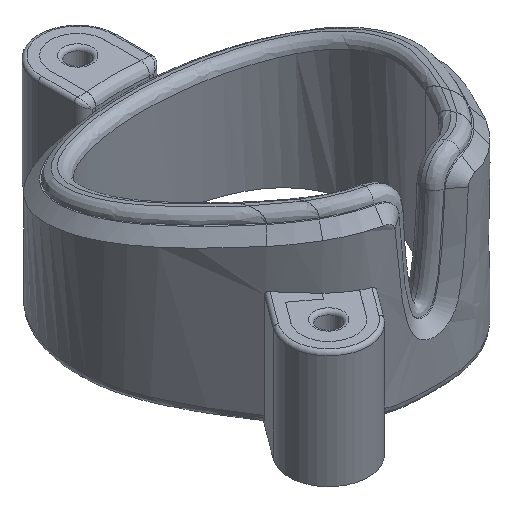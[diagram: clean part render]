
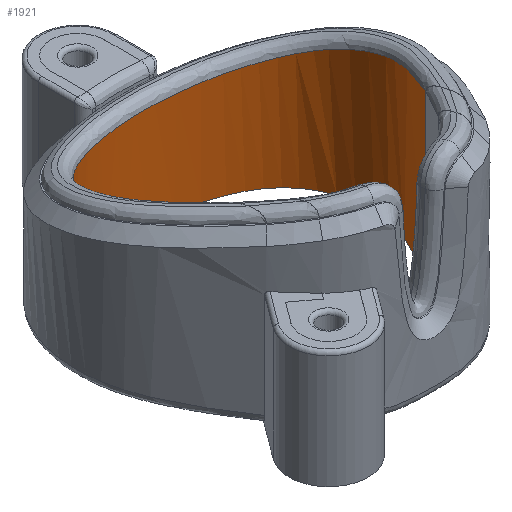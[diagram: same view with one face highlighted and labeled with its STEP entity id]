
A CAD part, isometric view. The second image highlights one B-rep face of the part: STEP entity #1921.
In plain terms, the highlighted free-form (B-spline) face has degree [3, 1] with [19, 2] control points.
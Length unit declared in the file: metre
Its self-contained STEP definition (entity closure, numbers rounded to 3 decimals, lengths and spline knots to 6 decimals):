
#187=B_SPLINE_CURVE_WITH_KNOTS('',3,(#3520,#3521,#3522,#3523,#3524,#3525,
#3526,#3527,#3528,#3529,#3530,#3531,#3532,#3533,#3534,#3535,#3536,#3537,
#3538,#3539,#3540,#3541,#3542,#3543),.UNSPECIFIED.,.F.,.F.,(4,1,1,1,1,1,
1,1,1,1,1,1,1,1,1,1,1,1,1,1,1,4),(0.,0.003904,0.007808,
0.009759,0.011711,0.015615,0.017567,
0.019519,0.021471,0.023423,0.027326,
0.03123,0.035134,0.039038,0.042942,
0.044893,0.046845,0.050749,0.052701,
0.054653,0.058557,0.06246),.UNSPECIFIED.);
#188=B_SPLINE_CURVE_WITH_KNOTS('',3,(#3547,#3548,#3549,#3550,#3551,#3552,
#3553,#3554,#3555,#3556,#3557,#3558,#3559),.UNSPECIFIED.,.T.,.F.,(1,3,1,
1,1,1,1,1,1,1,1,3,1),(-0.119499,0.,0.119499,0.21531,
0.31112,0.420568,0.5,0.579432,0.68888,
0.78469,0.880501,1.,1.119499),.UNSPECIFIED.);
#432=ORIENTED_EDGE('',*,*,#968,.F.);
#433=ORIENTED_EDGE('',*,*,#969,.T.);
#434=ORIENTED_EDGE('',*,*,#970,.T.);
#435=ORIENTED_EDGE('',*,*,#971,.F.);
#968=EDGE_CURVE('',#1245,#1246,#1409,.T.);
#969=EDGE_CURVE('',#1245,#1247,#187,.T.);
#970=EDGE_CURVE('',#1247,#1248,#1410,.T.);
#971=EDGE_CURVE('',#1246,#1248,#188,.T.);
#1245=VERTEX_POINT('',#3518);
#1246=VERTEX_POINT('',#3519);
#1247=VERTEX_POINT('',#3544);
#1248=VERTEX_POINT('',#3546);
#1409=LINE('',#3517,#1515);
#1410=LINE('',#3545,#1516);
#1515=VECTOR('',#2238,1.);
#1516=VECTOR('',#2239,1.);
#1632=EDGE_LOOP('',(#432,#433,#434,#435));
#1761=FACE_BOUND('',#1632,.T.);
#1863=B_SPLINE_SURFACE_WITH_KNOTS('',3,1,((#3479,#3480),(#3481,#3482),(#3483,
#3484),(#3485,#3486),(#3487,#3488),(#3489,#3490),(#3491,#3492),(#3493,#3494),
(#3495,#3496),(#3497,#3498),(#3499,#3500),(#3501,#3502),(#3503,#3504),(#3505,
#3506),(#3507,#3508),(#3509,#3510),(#3511,#3512),(#3513,#3514),(#3515,#3516)),
 .SURF_OF_LINEAR_EXTRUSION.,.F.,.F.,.F.,(4,1,1,1,1,1,1,1,1,1,1,1,1,1,1,
1,4),(2,2),(0.676193,0.716669,0.757145,0.797621,
0.838096,0.878572,0.919048,0.959524,
1.,1.040476,1.080952,1.121428,1.161904,
1.202379,1.242855,1.283331,1.323807),(0.,
1.),.UNSPECIFIED.);
#1921=ADVANCED_FACE('',(#1761),#1863,.T.);
#2238=DIRECTION('',(0.,0.,-1.));
#2239=DIRECTION('',(0.,0.,-1.));
#3479=CARTESIAN_POINT('',(0.0112,-0.005647,0.017764));
#3480=CARTESIAN_POINT('',(0.0112,-0.005647,0.));
#3481=CARTESIAN_POINT('',(0.011874,-0.004475,0.017764));
#3482=CARTESIAN_POINT('',(0.011874,-0.004475,0.));
#3483=CARTESIAN_POINT('',(0.013064,-0.002254,0.017764));
#3484=CARTESIAN_POINT('',(0.013064,-0.002254,0.));
#3485=CARTESIAN_POINT('',(0.014214,0.000812,0.017764));
#3486=CARTESIAN_POINT('',(0.014214,0.000812,0.));
#3487=CARTESIAN_POINT('',(0.014576,0.004039,0.017764));
#3488=CARTESIAN_POINT('',(0.014576,0.004039,0.));
#3489=CARTESIAN_POINT('',(0.013972,0.007497,0.017764));
#3490=CARTESIAN_POINT('',(0.013972,0.007497,0.));
#3491=CARTESIAN_POINT('',(0.012172,0.010602,0.017764));
#3492=CARTESIAN_POINT('',(0.012172,0.010602,0.));
#3493=CARTESIAN_POINT('',(0.008929,0.012861,0.017764));
#3494=CARTESIAN_POINT('',(0.008929,0.012861,0.));
#3495=CARTESIAN_POINT('',(0.004707,0.01423,0.017764));
#3496=CARTESIAN_POINT('',(0.004707,0.01423,0.));
#3497=CARTESIAN_POINT('',(0.,0.014694,0.017764));
#3498=CARTESIAN_POINT('',(0.,0.014694,0.));
#3499=CARTESIAN_POINT('',(-0.004707,0.01423,0.017764));
#3500=CARTESIAN_POINT('',(-0.004707,0.01423,0.));
#3501=CARTESIAN_POINT('',(-0.008929,0.012861,0.017764));
#3502=CARTESIAN_POINT('',(-0.008929,0.012861,0.));
#3503=CARTESIAN_POINT('',(-0.012172,0.010602,0.017764));
#3504=CARTESIAN_POINT('',(-0.012172,0.010602,0.));
#3505=CARTESIAN_POINT('',(-0.013972,0.007497,0.017764));
#3506=CARTESIAN_POINT('',(-0.013972,0.007497,0.));
#3507=CARTESIAN_POINT('',(-0.014576,0.004039,0.017764));
#3508=CARTESIAN_POINT('',(-0.014576,0.004039,0.));
#3509=CARTESIAN_POINT('',(-0.014214,0.000812,0.017764));
#3510=CARTESIAN_POINT('',(-0.014214,0.000812,0.));
#3511=CARTESIAN_POINT('',(-0.013064,-0.002254,0.017764));
#3512=CARTESIAN_POINT('',(-0.013064,-0.002254,0.));
#3513=CARTESIAN_POINT('',(-0.011874,-0.004475,0.017764));
#3514=CARTESIAN_POINT('',(-0.011874,-0.004475,0.));
#3515=CARTESIAN_POINT('',(-0.0112,-0.005647,0.017764));
#3516=CARTESIAN_POINT('',(-0.0112,-0.005647,0.));
#3517=CARTESIAN_POINT('',(0.0112,-0.005647,0.022));
#3518=CARTESIAN_POINT('',(0.0112,-0.005647,0.017658));
#3519=CARTESIAN_POINT('',(0.0112,-0.005647,0.));
#3520=CARTESIAN_POINT('',(0.0112,-0.005647,0.017658));
#3521=CARTESIAN_POINT('',(0.011837,-0.00454,0.0174));
#3522=CARTESIAN_POINT('',(0.013062,-0.002293,0.016887));
#3523=CARTESIAN_POINT('',(0.014158,0.000673,0.016131));
#3524=CARTESIAN_POINT('',(0.014461,0.003171,0.015382));
#3525=CARTESIAN_POINT('',(0.014371,0.005624,0.01459));
#3526=CARTESIAN_POINT('',(0.013698,0.008019,0.013715));
#3527=CARTESIAN_POINT('',(0.012334,0.010109,0.012877));
#3528=CARTESIAN_POINT('',(0.010989,0.011408,0.012369));
#3529=CARTESIAN_POINT('',(0.00936,0.01246,0.012));
#3530=CARTESIAN_POINT('',(0.007032,0.013517,0.011657));
#3531=CARTESIAN_POINT('',(0.003869,0.014334,0.011418));
#3532=CARTESIAN_POINT('',(0.000024,0.014644,0.011331));
#3533=CARTESIAN_POINT('',(-0.003901,0.014328,0.011419));
#3534=CARTESIAN_POINT('',(-0.007607,0.013371,0.011701));
#3535=CARTESIAN_POINT('',(-0.010509,0.011867,0.012191));
#3536=CARTESIAN_POINT('',(-0.01234,0.010103,0.012879));
#3537=CARTESIAN_POINT('',(-0.013684,0.008041,0.013706));
#3538=CARTESIAN_POINT('',(-0.014374,0.005622,0.014591));
#3539=CARTESIAN_POINT('',(-0.01446,0.003155,0.015387));
#3540=CARTESIAN_POINT('',(-0.014153,0.000655,0.016136));
#3541=CARTESIAN_POINT('',(-0.013061,-0.002294,0.016887));
#3542=CARTESIAN_POINT('',(-0.011836,-0.004541,0.0174));
#3543=CARTESIAN_POINT('',(-0.0112,-0.005647,0.017658));
#3544=CARTESIAN_POINT('',(-0.0112,-0.005647,0.017658));
#3545=CARTESIAN_POINT('',(-0.0112,-0.005647,0.022));
#3546=CARTESIAN_POINT('',(-0.0112,-0.005647,0.));
#3547=CARTESIAN_POINT('',(0.,0.01454,0.));
#3548=CARTESIAN_POINT('',(-0.004633,0.01454,0.));
#3549=CARTESIAN_POINT('',(-0.01298,0.012111,0.));
#3550=CARTESIAN_POINT('',(-0.015243,0.002711,0.));
#3551=CARTESIAN_POINT('',(-0.012161,-0.004474,0.));
#3552=CARTESIAN_POINT('',(-0.00612,-0.013876,0.));
#3553=CARTESIAN_POINT('',(0.,-0.013962,0.));
#3554=CARTESIAN_POINT('',(0.00612,-0.013876,0.));
#3555=CARTESIAN_POINT('',(0.012161,-0.004474,0.));
#3556=CARTESIAN_POINT('',(0.015243,0.002711,0.));
#3557=CARTESIAN_POINT('',(0.01298,0.012111,0.));
#3558=CARTESIAN_POINT('',(0.004633,0.01454,0.));
#3559=CARTESIAN_POINT('',(0.,0.01454,0.));
